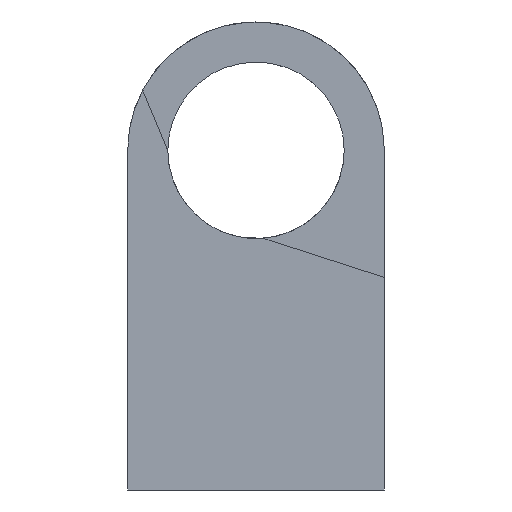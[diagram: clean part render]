
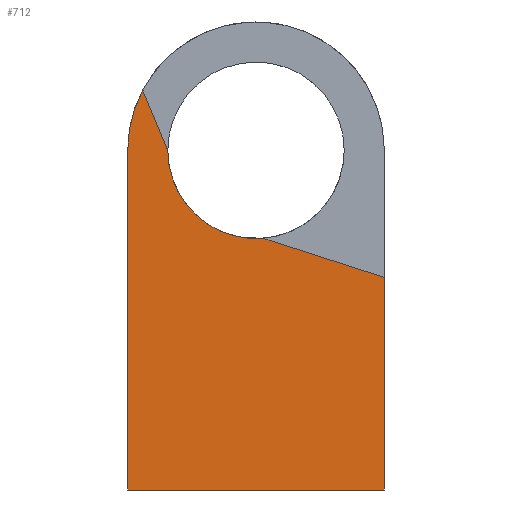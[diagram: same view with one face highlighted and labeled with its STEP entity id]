
A CAD part, front view. The second image highlights one B-rep face of the part: STEP entity #712.
In plain terms, the highlighted planar face has unit normal (0, -1, 0).
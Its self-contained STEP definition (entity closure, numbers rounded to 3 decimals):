
#50=PLANE('',#778);
#83=FACE_OUTER_BOUND('',#123,.T.);
#123=EDGE_LOOP('',(#570,#571,#572,#573,#574,#575,#576));
#184=LINE('',#1132,#256);
#188=LINE('',#1141,#260);
#192=LINE('',#1152,#264);
#193=LINE('',#1154,#265);
#194=LINE('',#1155,#266);
#256=VECTOR('',#919,10.);
#260=VECTOR('',#925,10.);
#264=VECTOR('',#935,10.);
#265=VECTOR('',#936,10.);
#266=VECTOR('',#937,10.);
#296=CIRCLE('',#779,6.6);
#297=CIRCLE('',#780,9.6);
#348=VERTEX_POINT('',#1130);
#349=VERTEX_POINT('',#1131);
#352=VERTEX_POINT('',#1139);
#353=VERTEX_POINT('',#1140);
#356=VERTEX_POINT('',#1149);
#357=VERTEX_POINT('',#1151);
#358=VERTEX_POINT('',#1153);
#430=EDGE_CURVE('',#348,#349,#184,.T.);
#434=EDGE_CURVE('',#352,#353,#188,.T.);
#438=EDGE_CURVE('',#349,#352,#296,.T.);
#439=EDGE_CURVE('',#353,#356,#297,.T.);
#440=EDGE_CURVE('',#356,#357,#192,.T.);
#441=EDGE_CURVE('',#357,#358,#193,.T.);
#442=EDGE_CURVE('',#358,#348,#194,.T.);
#570=ORIENTED_EDGE('',*,*,#430,.T.);
#571=ORIENTED_EDGE('',*,*,#438,.T.);
#572=ORIENTED_EDGE('',*,*,#434,.T.);
#573=ORIENTED_EDGE('',*,*,#439,.T.);
#574=ORIENTED_EDGE('',*,*,#440,.T.);
#575=ORIENTED_EDGE('',*,*,#441,.T.);
#576=ORIENTED_EDGE('',*,*,#442,.T.);
#712=ADVANCED_FACE('',(#83),#50,.F.);
#778=AXIS2_PLACEMENT_3D('',#1147,#929,#930);
#779=AXIS2_PLACEMENT_3D('',#1148,#931,#932);
#780=AXIS2_PLACEMENT_3D('',#1150,#933,#934);
#919=DIRECTION('',(-0.952,0.,0.307));
#925=DIRECTION('',(-0.383,0.,0.924));
#929=DIRECTION('center_axis',(0.,1.,0.));
#930=DIRECTION('ref_axis',(0.,0.,1.));
#931=DIRECTION('center_axis',(0.,1.,0.));
#932=DIRECTION('ref_axis',(-1.,0.,0.));
#933=DIRECTION('center_axis',(0.,-1.,0.));
#934=DIRECTION('ref_axis',(-1.,0.,0.));
#935=DIRECTION('',(0.,0.,-1.));
#936=DIRECTION('',(1.,0.,0.));
#937=DIRECTION('',(0.,0.,1.));
#1130=CARTESIAN_POINT('',(7.85,144.5,-195.104));
#1131=CARTESIAN_POINT('',(-1.228,144.5,-192.171));
#1132=CARTESIAN_POINT('',(-0.899,144.5,-192.278));
#1139=CARTESIAN_POINT('',(-8.35,144.5,-185.598));
#1140=CARTESIAN_POINT('',(-10.223,144.5,-181.078));
#1141=CARTESIAN_POINT('',(-6.958,144.5,-188.961));
#1147=CARTESIAN_POINT('Origin',(-1.75,144.5,-196.039));
#1148=CARTESIAN_POINT('Origin',(-1.75,144.5,-185.592));
#1149=CARTESIAN_POINT('',(-11.35,144.5,-185.592));
#1150=CARTESIAN_POINT('Origin',(-1.75,144.5,-185.592));
#1151=CARTESIAN_POINT('',(-11.35,144.5,-211.));
#1152=CARTESIAN_POINT('',(-11.35,144.5,-203.52));
#1153=CARTESIAN_POINT('',(7.85,144.5,-211.));
#1154=CARTESIAN_POINT('',(3.05,144.5,-211.));
#1155=CARTESIAN_POINT('',(7.85,144.5,-195.572));
